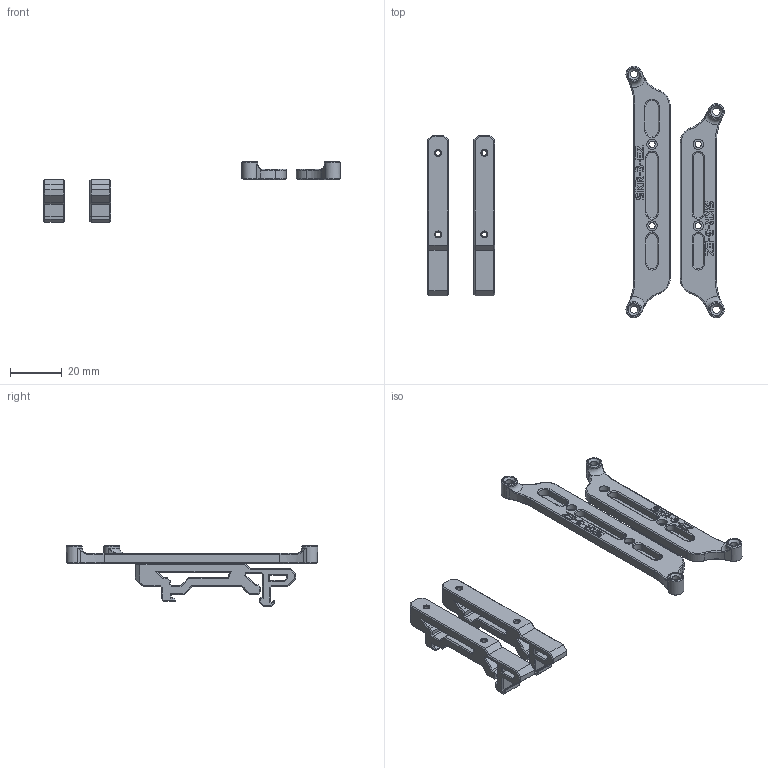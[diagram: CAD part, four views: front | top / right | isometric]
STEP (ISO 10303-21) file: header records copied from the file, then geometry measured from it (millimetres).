
FILE_DESCRIPTION(/* description */ (''),/* implementation_level */ '2;1');
FILE_NAME(/* name */ 'SKR_3_EZ_Din_Mount.step',/* time_stamp */ '2023-02-04T09:21:59-08:00',/* author */ (''),/* organization */ (''),/* preprocessor_version */ 'ST-DEVELOPER v19.2',/* originating_system */ 'Autodesk Translation Framework v11.17.0.187',/* authorisation */ '');
FILE_SCHEMA (('AUTOMOTIVE_DESIGN { 1 0 10303 214 3 1 1 }'));
Length unit declared in the file: millimetre
Products named in the file (3): SKR-3-EZ; DIN Clips (3); SKR_3_EZ_Din_Mount
Assembly tree (2 placements, depth 2):
  SKR-3-EZ
    DIN Clips (3)
    SKR_3_EZ_Din_Mount
Bounding box: 114.53 x 97.06 x 23.55 mm (x, y, z)
Volume: 15469 mm3; surface area: 13324.6 mm2
Topology: 4 solids, 4 shells, 805 faces, 1976 edges, 1200 vertices
Faces by surface type: plane 579, bspline 108, cylinder 56, cone 32, torus 30
Full cylindrical faces by diameter (mm): 1.9 x4, 2.4 x4, 2.9 x4, 4 x4, 6.1 x4
Entity records: 24607 total; most frequent: CARTESIAN_POINT 6280, ORIENTED_EDGE 3936, DIRECTION 3362, EDGE_CURVE 1968, LINE 1546, VECTOR 1546, VERTEX_POINT 1200, AXIS2_PLACEMENT_3D 908
